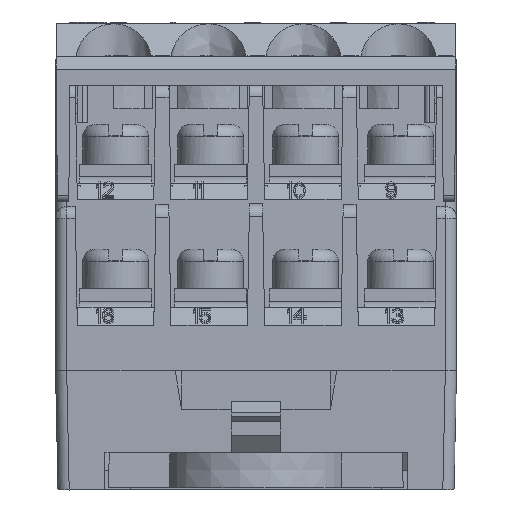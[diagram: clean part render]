
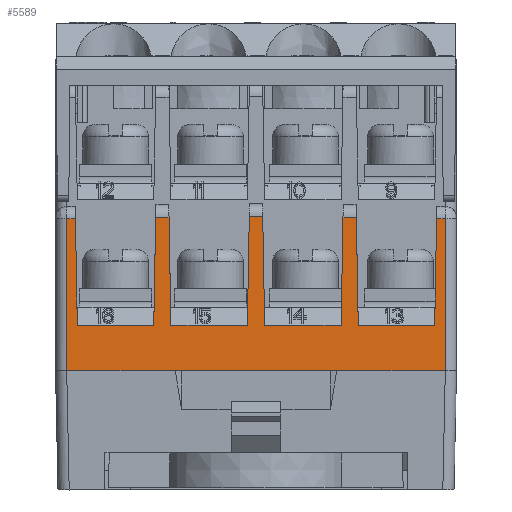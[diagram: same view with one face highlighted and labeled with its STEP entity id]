
A CAD part, front view. The second image highlights one B-rep face of the part: STEP entity #5589.
In plain terms, the highlighted planar face has unit normal (0, -1, 0.009).
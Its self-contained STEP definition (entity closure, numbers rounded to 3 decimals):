
#1240=FACE_OUTER_BOUND('',#15663,.T.);
#5589=ADVANCED_FACE('',(#1240),#10102,.T.);
#10102=PLANE('',#88682);
#15663=EDGE_LOOP('',(#23236,#23237,#23238,#23239,#23240,#23241,#23242,#23243,
#23244,#23245,#23246,#23247,#23248,#23249,#23250,#23251,#23252,#23253,#23254,
#23255,#23256,#23257));
#23236=ORIENTED_EDGE('',*,*,#56084,.F.);
#23237=ORIENTED_EDGE('',*,*,#56085,.F.);
#23238=ORIENTED_EDGE('',*,*,#56086,.F.);
#23239=ORIENTED_EDGE('',*,*,#56087,.F.);
#23240=ORIENTED_EDGE('',*,*,#56088,.F.);
#23241=ORIENTED_EDGE('',*,*,#56089,.T.);
#23242=ORIENTED_EDGE('',*,*,#56090,.T.);
#23243=ORIENTED_EDGE('',*,*,#56091,.F.);
#23244=ORIENTED_EDGE('',*,*,#56092,.F.);
#23245=ORIENTED_EDGE('',*,*,#56093,.T.);
#23246=ORIENTED_EDGE('',*,*,#56094,.F.);
#23247=ORIENTED_EDGE('',*,*,#56095,.F.);
#23248=ORIENTED_EDGE('',*,*,#56096,.F.);
#23249=ORIENTED_EDGE('',*,*,#56097,.T.);
#23250=ORIENTED_EDGE('',*,*,#56098,.T.);
#23251=ORIENTED_EDGE('',*,*,#56099,.F.);
#23252=ORIENTED_EDGE('',*,*,#55955,.F.);
#23253=ORIENTED_EDGE('',*,*,#56100,.T.);
#23254=ORIENTED_EDGE('',*,*,#56101,.T.);
#23255=ORIENTED_EDGE('',*,*,#55555,.T.);
#23256=ORIENTED_EDGE('',*,*,#56102,.T.);
#23257=ORIENTED_EDGE('',*,*,#56103,.T.);
#47054=VERTEX_POINT('',#119126);
#47056=VERTEX_POINT('',#119130);
#47346=VERTEX_POINT('',#120001);
#47347=VERTEX_POINT('',#120002);
#47438=VERTEX_POINT('',#120261);
#47439=VERTEX_POINT('',#120262);
#47440=VERTEX_POINT('',#120264);
#47441=VERTEX_POINT('',#120266);
#47442=VERTEX_POINT('',#120268);
#47443=VERTEX_POINT('',#120270);
#47444=VERTEX_POINT('',#120272);
#47445=VERTEX_POINT('',#120274);
#47446=VERTEX_POINT('',#120276);
#47447=VERTEX_POINT('',#120278);
#47448=VERTEX_POINT('',#120280);
#47449=VERTEX_POINT('',#120282);
#47450=VERTEX_POINT('',#120284);
#47451=VERTEX_POINT('',#120286);
#47452=VERTEX_POINT('',#120288);
#47453=VERTEX_POINT('',#120290);
#47454=VERTEX_POINT('',#120293);
#47455=VERTEX_POINT('',#120296);
#55555=EDGE_CURVE('',#47054,#47056,#67907,.T.);
#55955=EDGE_CURVE('',#47346,#47347,#68250,.T.);
#56084=EDGE_CURVE('',#47438,#47439,#68351,.T.);
#56085=EDGE_CURVE('',#47440,#47438,#68352,.T.);
#56086=EDGE_CURVE('',#47441,#47440,#68353,.T.);
#56087=EDGE_CURVE('',#47442,#47441,#68354,.T.);
#56088=EDGE_CURVE('',#47443,#47442,#68355,.T.);
#56089=EDGE_CURVE('',#47443,#47444,#68356,.T.);
#56090=EDGE_CURVE('',#47444,#47445,#68357,.T.);
#56091=EDGE_CURVE('',#47446,#47445,#68358,.T.);
#56092=EDGE_CURVE('',#47447,#47446,#68359,.T.);
#56093=EDGE_CURVE('',#47447,#47448,#68360,.T.);
#56094=EDGE_CURVE('',#47449,#47448,#68361,.T.);
#56095=EDGE_CURVE('',#47450,#47449,#68362,.T.);
#56096=EDGE_CURVE('',#47451,#47450,#68363,.T.);
#56097=EDGE_CURVE('',#47451,#47452,#68364,.T.);
#56098=EDGE_CURVE('',#47452,#47453,#68365,.T.);
#56099=EDGE_CURVE('',#47347,#47453,#68366,.T.);
#56100=EDGE_CURVE('',#47346,#47454,#68367,.T.);
#56101=EDGE_CURVE('',#47454,#47054,#68368,.T.);
#56102=EDGE_CURVE('',#47056,#47455,#68369,.T.);
#56103=EDGE_CURVE('',#47455,#47439,#68370,.T.);
#67907=LINE('',#119131,#78701);
#68250=LINE('',#120000,#79044);
#68351=LINE('',#120260,#79145);
#68352=LINE('',#120263,#79146);
#68353=LINE('',#120265,#79147);
#68354=LINE('',#120267,#79148);
#68355=LINE('',#120269,#79149);
#68356=LINE('',#120271,#79150);
#68357=LINE('',#120273,#79151);
#68358=LINE('',#120275,#79152);
#68359=LINE('',#120277,#79153);
#68360=LINE('',#120279,#79154);
#68361=LINE('',#120281,#79155);
#68362=LINE('',#120283,#79156);
#68363=LINE('',#120285,#79157);
#68364=LINE('',#120287,#79158);
#68365=LINE('',#120289,#79159);
#68366=LINE('',#120291,#79160);
#68367=LINE('',#120292,#79161);
#68368=LINE('',#120294,#79162);
#68369=LINE('',#120295,#79163);
#68370=LINE('',#120297,#79164);
#78701=VECTOR('',#95821,1.);
#79044=VECTOR('',#96474,1.);
#79145=VECTOR('',#96651,1.);
#79146=VECTOR('',#96652,1.);
#79147=VECTOR('',#96653,1.);
#79148=VECTOR('',#96654,1.);
#79149=VECTOR('',#96655,1.);
#79150=VECTOR('',#96656,1.);
#79151=VECTOR('',#96657,1.);
#79152=VECTOR('',#96658,1.);
#79153=VECTOR('',#96659,1.);
#79154=VECTOR('',#96660,1.);
#79155=VECTOR('',#96661,1.);
#79156=VECTOR('',#96662,1.);
#79157=VECTOR('',#96663,1.);
#79158=VECTOR('',#96664,1.);
#79159=VECTOR('',#96665,1.);
#79160=VECTOR('',#96666,1.);
#79161=VECTOR('',#96667,1.);
#79162=VECTOR('',#96668,1.);
#79163=VECTOR('',#96669,1.);
#79164=VECTOR('',#96670,1.);
#88682=AXIS2_PLACEMENT_3D('',#120298,#96671,#96672);
#95821=DIRECTION('',(1.,0.,0.));
#96474=DIRECTION('',(1.,0.,0.));
#96651=DIRECTION('',(1.,0.,0.));
#96652=DIRECTION('',(0.017,0.009,1.));
#96653=DIRECTION('',(1.,0.,0.));
#96654=DIRECTION('',(0.017,-0.009,-1.));
#96655=DIRECTION('',(1.,0.,0.));
#96656=DIRECTION('',(-0.017,-0.009,-1.));
#96657=DIRECTION('',(-1.,0.,0.));
#96658=DIRECTION('',(0.017,-0.009,-1.));
#96659=DIRECTION('',(1.,0.,0.));
#96660=DIRECTION('',(-0.017,-0.009,-1.));
#96661=DIRECTION('',(1.,0.,0.));
#96662=DIRECTION('',(0.017,-0.009,-1.));
#96663=DIRECTION('',(1.,0.,0.));
#96664=DIRECTION('',(-0.017,-0.009,-1.));
#96665=DIRECTION('',(-1.,0.,0.));
#96666=DIRECTION('',(0.017,-0.009,-1.));
#96667=DIRECTION('',(0.,-0.009,-1.));
#96668=DIRECTION('',(1.,0.,0.));
#96669=DIRECTION('',(1.,0.,0.));
#96670=DIRECTION('',(0.,0.009,1.));
#96671=DIRECTION('',(0.,-1.,0.009));
#96672=DIRECTION('',(1.,0.,0.));
#119126=CARTESIAN_POINT('',(43.5,-33.5,0.));
#119130=CARTESIAN_POINT('',(56.5,-33.5,0.));
#119131=CARTESIAN_POINT('',(34.75,-33.5,0.));
#120000=CARTESIAN_POINT('',(35.454,-33.393,12.259));
#120001=CARTESIAN_POINT('',(34.75,-33.393,12.259));
#120002=CARTESIAN_POINT('',(35.454,-33.393,12.259));
#120260=CARTESIAN_POINT('',(65.25,-33.393,12.259));
#120261=CARTESIAN_POINT('',(64.546,-33.393,12.259));
#120262=CARTESIAN_POINT('',(65.25,-33.393,12.259));
#120263=CARTESIAN_POINT('',(64.416,-33.458,4.795));
#120264=CARTESIAN_POINT('',(64.396,-33.468,3.682));
#120265=CARTESIAN_POINT('',(64.396,-33.468,3.682));
#120266=CARTESIAN_POINT('',(58.235,-33.468,3.682));
#120267=CARTESIAN_POINT('',(58.235,-33.468,3.682));
#120268=CARTESIAN_POINT('',(58.084,-33.392,12.389));
#120269=CARTESIAN_POINT('',(58.084,-33.392,12.389));
#120270=CARTESIAN_POINT('',(57.007,-33.392,12.389));
#120271=CARTESIAN_POINT('',(56.855,-33.468,3.682));
#120272=CARTESIAN_POINT('',(56.855,-33.468,3.682));
#120273=CARTESIAN_POINT('',(50.695,-33.468,3.682));
#120274=CARTESIAN_POINT('',(50.695,-33.468,3.682));
#120275=CARTESIAN_POINT('',(50.695,-33.468,3.682));
#120276=CARTESIAN_POINT('',(50.541,-33.391,12.459));
#120277=CARTESIAN_POINT('',(50.541,-33.391,12.459));
#120278=CARTESIAN_POINT('',(49.459,-33.391,12.459));
#120279=CARTESIAN_POINT('',(49.305,-33.468,3.682));
#120280=CARTESIAN_POINT('',(49.305,-33.468,3.682));
#120281=CARTESIAN_POINT('',(49.305,-33.468,3.682));
#120282=CARTESIAN_POINT('',(43.145,-33.468,3.682));
#120283=CARTESIAN_POINT('',(43.145,-33.468,3.682));
#120284=CARTESIAN_POINT('',(42.993,-33.392,12.389));
#120285=CARTESIAN_POINT('',(42.993,-33.392,12.389));
#120286=CARTESIAN_POINT('',(41.916,-33.392,12.389));
#120287=CARTESIAN_POINT('',(41.765,-33.468,3.682));
#120288=CARTESIAN_POINT('',(41.765,-33.468,3.682));
#120289=CARTESIAN_POINT('',(35.604,-33.468,3.682));
#120290=CARTESIAN_POINT('',(35.604,-33.468,3.682));
#120291=CARTESIAN_POINT('',(35.584,-33.458,4.795));
#120292=CARTESIAN_POINT('',(34.75,-33.393,12.259));
#120293=CARTESIAN_POINT('',(34.75,-33.5,0.));
#120294=CARTESIAN_POINT('',(34.75,-33.5,0.));
#120295=CARTESIAN_POINT('',(56.5,-33.5,0.));
#120296=CARTESIAN_POINT('',(65.25,-33.5,0.));
#120297=CARTESIAN_POINT('',(65.25,-33.5,0.));
#120298=CARTESIAN_POINT('',(51.543,-33.5,0.));
